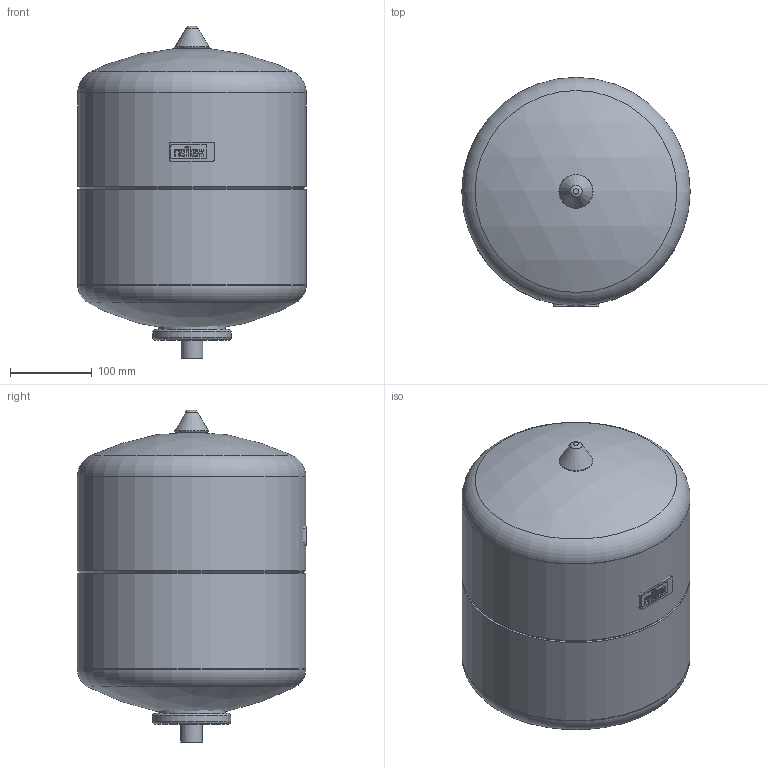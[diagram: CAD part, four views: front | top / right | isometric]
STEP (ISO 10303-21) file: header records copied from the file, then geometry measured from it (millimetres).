
FILE_DESCRIPTION(/* description */ (''),/* implementation_level */ '2;1');
FILE_NAME(/* name */ '3d_RefixDE18_10bar_blue-7303000.stp',/* time_stamp */ '2016-01-20T10:57:02+01:00',/* author */ ('Andrzej'),/* organization */ (''),/* preprocessor_version */ 'ST-DEVELOPER v15.5',/* originating_system */ 'AutoCAD Mechanical',/* authorisation */ '');
FILE_SCHEMA (('AUTOMOTIVE_DESIGN { 1 0 10303 214 3 1 1 }'));
Length unit declared in the file: millimetre
Products named in the file (1): Product
Bounding box: 280 x 280.98 x 407 mm (x, y, z)
Volume: 18988406.6 mm3; surface area: 648978.6 mm2
Topology: 14 solids, 14 shells, 216 faces, 531 edges, 351 vertices
Faces by surface type: plane 112, cylinder 86, torus 11, cone 4, sphere 2, bspline 1
Full cylindrical faces by diameter (mm): 7 x1, 12.5 x2, 17 x1, 18.9 x1, 26.9 x1, 82 x1, 96 x1, 280 x4
Entity records: 6313 total; most frequent: DIRECTION 1122, CARTESIAN_POINT 1092, ORIENTED_EDGE 1000, EDGE_CURVE 500, AXIS2_PLACEMENT_3D 407, VERTEX_POINT 347, LINE 308, VECTOR 308
